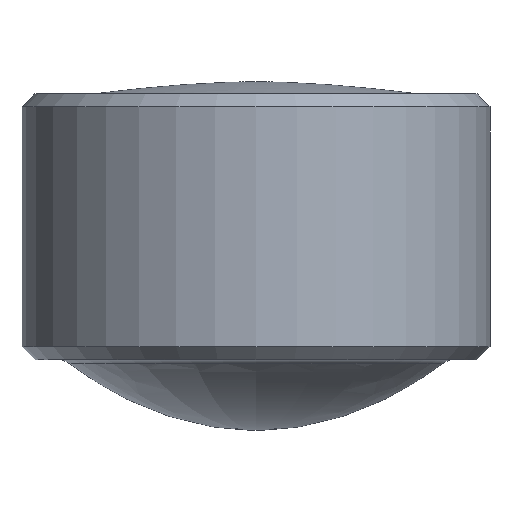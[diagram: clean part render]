
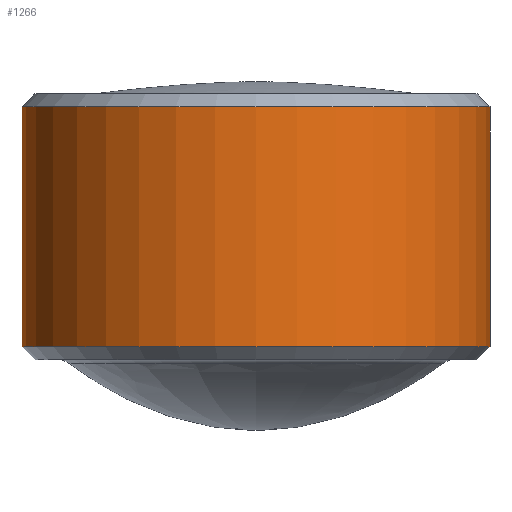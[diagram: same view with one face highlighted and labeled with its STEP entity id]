
A CAD part, left-side view. The second image highlights one B-rep face of the part: STEP entity #1266.
In plain terms, the highlighted cylindrical face has radius 3.6 mm (diameter 7.2 mm), a partial arc.
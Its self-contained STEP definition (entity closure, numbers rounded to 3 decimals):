
#9 = CARTESIAN_POINT ( 'NONE',  ( 0., -3.6, 0. ) ) ;
#20 = VERTEX_POINT ( 'NONE', #817 ) ;
#50 = DIRECTION ( 'NONE',  ( 0., 1., 0. ) ) ;
#53 = ORIENTED_EDGE ( 'NONE', *, *, #612, .T. ) ;
#167 = CARTESIAN_POINT ( 'NONE',  ( 0., 3.6, 0. ) ) ;
#189 = VERTEX_POINT ( 'NONE', #1040 ) ;
#238 = LINE ( 'NONE', #9, #1210 ) ;
#262 = DIRECTION ( 'NONE',  ( 0., 0., -1. ) ) ;
#300 = DIRECTION ( 'NONE',  ( 0., 0., -1. ) ) ;
#352 = CIRCLE ( 'NONE', #1063, 3.6 ) ;
#355 = DIRECTION ( 'NONE',  ( 0., 0., -1. ) ) ;
#423 = VERTEX_POINT ( 'NONE', #466 ) ;
#466 = CARTESIAN_POINT ( 'NONE',  ( 0., -3.6, 4.974 ) ) ;
#501 = VECTOR ( 'NONE', #262, 1000. ) ;
#540 = EDGE_CURVE ( 'NONE', #20, #189, #961, .T. ) ;
#545 = DIRECTION ( 'NONE',  ( 0., 0., 1. ) ) ;
#612 = EDGE_CURVE ( 'NONE', #423, #20, #1322, .T. ) ;
#660 = DIRECTION ( 'NONE',  ( 0., -1., 0. ) ) ;
#744 = CYLINDRICAL_SURFACE ( 'NONE', #1161, 3.6 ) ;
#746 = CARTESIAN_POINT ( 'NONE',  ( 0., 0., 1.284 ) ) ;
#747 = ORIENTED_EDGE ( 'NONE', *, *, #1215, .F. ) ;
#817 = CARTESIAN_POINT ( 'NONE',  ( 0., 3.6, 4.974 ) ) ;
#876 = ORIENTED_EDGE ( 'NONE', *, *, #1001, .T. ) ;
#904 = CARTESIAN_POINT ( 'NONE',  ( 0., -3.6, 1.284 ) ) ;
#961 = LINE ( 'NONE', #167, #501 ) ;
#966 = CARTESIAN_POINT ( 'NONE',  ( 0., 0., 4.974 ) ) ;
#1001 = EDGE_CURVE ( 'NONE', #189, #1094, #352, .T. ) ;
#1040 = CARTESIAN_POINT ( 'NONE',  ( 0., 3.6, 1.284 ) ) ;
#1063 = AXIS2_PLACEMENT_3D ( 'NONE', #746, #545, #50 ) ;
#1094 = VERTEX_POINT ( 'NONE', #904 ) ;
#1105 = AXIS2_PLACEMENT_3D ( 'NONE', #966, #355, #660 ) ;
#1112 = DIRECTION ( 'NONE',  ( 0., 0., -1. ) ) ;
#1144 = FACE_OUTER_BOUND ( 'NONE', #1248, .T. ) ;
#1161 = AXIS2_PLACEMENT_3D ( 'NONE', #1223, #1112, #1323 ) ;
#1210 = VECTOR ( 'NONE', #300, 1000. ) ;
#1215 = EDGE_CURVE ( 'NONE', #423, #1094, #238, .T. ) ;
#1223 = CARTESIAN_POINT ( 'NONE',  ( 0., 0., 0. ) ) ;
#1239 = ORIENTED_EDGE ( 'NONE', *, *, #540, .T. ) ;
#1248 = EDGE_LOOP ( 'NONE', ( #747, #53, #1239, #876 ) ) ;
#1266 = ADVANCED_FACE ( 'NONE', ( #1144 ), #744, .T. ) ;
#1322 = CIRCLE ( 'NONE', #1105, 3.6 ) ;
#1323 = DIRECTION ( 'NONE',  ( 0., 1., 0. ) ) ;
